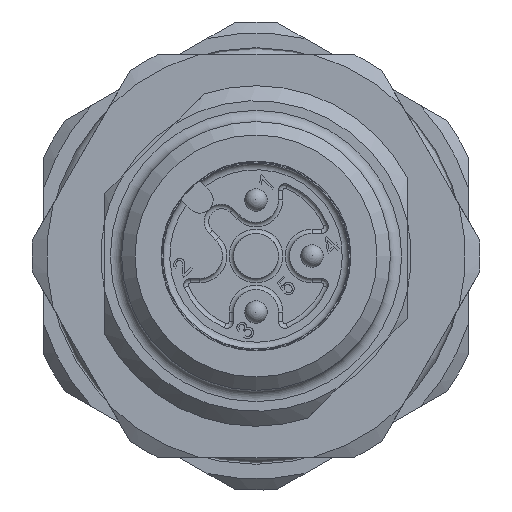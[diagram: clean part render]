
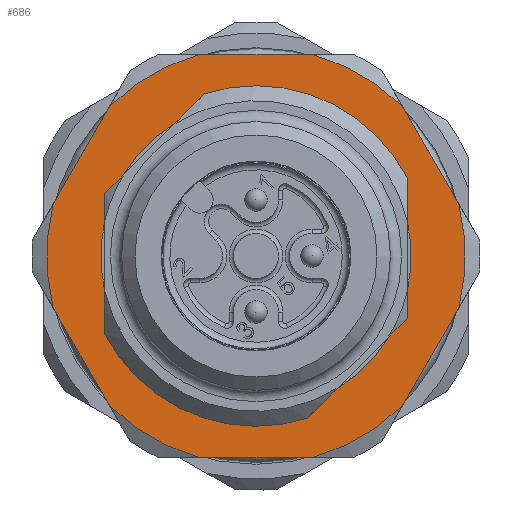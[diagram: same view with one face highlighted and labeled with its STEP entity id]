
A CAD part, left-side view. The second image highlights one B-rep face of the part: STEP entity #686.
In plain terms, the highlighted planar face has unit normal (-1, 0, 0).
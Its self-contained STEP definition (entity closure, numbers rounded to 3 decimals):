
#228=FACE_BOUND('',#1266,.T.);
#229=FACE_BOUND('',#1267,.T.);
#298=PLANE('',#4745);
#686=ADVANCED_FACE('',(#228,#229),#298,.F.);
#1266=EDGE_LOOP('',(#2427,#2428,#2429,#2430,#2431,#2432,#2433,#2434,#2435,
#2436,#2437,#2438,#2439,#2440));
#1267=EDGE_LOOP('',(#2441,#2442,#2443,#2444,#2445,#2446,#2447,#2448,#2449,
#2450,#2451,#2452));
#1447=LINE('',#6121,#1690);
#1450=LINE('',#6136,#1693);
#1458=LINE('',#6153,#1701);
#1460=LINE('',#6165,#1703);
#1466=LINE('',#6176,#1709);
#1474=LINE('',#6192,#1717);
#1477=LINE('',#6208,#1720);
#1484=LINE('',#6221,#1727);
#1542=LINE('',#7014,#1785);
#1543=LINE('',#7018,#1786);
#1544=LINE('',#7022,#1787);
#1545=LINE('',#7026,#1788);
#1546=LINE('',#7030,#1789);
#1547=LINE('',#7034,#1790);
#1690=VECTOR('',#4981,1.);
#1693=VECTOR('',#4984,1.);
#1701=VECTOR('',#4994,1.);
#1703=VECTOR('',#4996,1.);
#1709=VECTOR('',#5004,1.);
#1717=VECTOR('',#5012,1.);
#1720=VECTOR('',#5017,1.);
#1727=VECTOR('',#5024,1.);
#1785=VECTOR('',#5480,1.);
#1786=VECTOR('',#5483,1.);
#1787=VECTOR('',#5486,1.);
#1788=VECTOR('',#5489,1.);
#1789=VECTOR('',#5492,1.);
#1790=VECTOR('',#5495,1.);
#2427=ORIENTED_EDGE('',*,*,#3696,.F.);
#2428=ORIENTED_EDGE('',*,*,#3704,.F.);
#2429=ORIENTED_EDGE('',*,*,#3930,.F.);
#2430=ORIENTED_EDGE('',*,*,#3708,.F.);
#2431=ORIENTED_EDGE('',*,*,#3686,.T.);
#2432=ORIENTED_EDGE('',*,*,#3734,.T.);
#2433=ORIENTED_EDGE('',*,*,#3931,.F.);
#2434=ORIENTED_EDGE('',*,*,#3727,.T.);
#2435=ORIENTED_EDGE('',*,*,#3722,.T.);
#2436=ORIENTED_EDGE('',*,*,#3932,.F.);
#2437=ORIENTED_EDGE('',*,*,#3714,.T.);
#2438=ORIENTED_EDGE('',*,*,#3682,.T.);
#2439=ORIENTED_EDGE('',*,*,#3691,.F.);
#2440=ORIENTED_EDGE('',*,*,#3933,.F.);
#2441=ORIENTED_EDGE('',*,*,#3934,.F.);
#2442=ORIENTED_EDGE('',*,*,#3935,.F.);
#2443=ORIENTED_EDGE('',*,*,#3936,.F.);
#2444=ORIENTED_EDGE('',*,*,#3937,.F.);
#2445=ORIENTED_EDGE('',*,*,#3938,.F.);
#2446=ORIENTED_EDGE('',*,*,#3939,.F.);
#2447=ORIENTED_EDGE('',*,*,#3940,.F.);
#2448=ORIENTED_EDGE('',*,*,#3941,.F.);
#2449=ORIENTED_EDGE('',*,*,#3942,.F.);
#2450=ORIENTED_EDGE('',*,*,#3943,.F.);
#2451=ORIENTED_EDGE('',*,*,#3944,.F.);
#2452=ORIENTED_EDGE('',*,*,#3945,.F.);
#3244=VERTEX_POINT('',#6101);
#3245=VERTEX_POINT('',#6102);
#3248=VERTEX_POINT('',#6110);
#3249=VERTEX_POINT('',#6111);
#3253=VERTEX_POINT('',#6120);
#3257=VERTEX_POINT('',#6135);
#3258=VERTEX_POINT('',#6137);
#3265=VERTEX_POINT('',#6152);
#3268=VERTEX_POINT('',#6166);
#3272=VERTEX_POINT('',#6177);
#3279=VERTEX_POINT('',#6191);
#3280=VERTEX_POINT('',#6193);
#3284=VERTEX_POINT('',#6209);
#3289=VERTEX_POINT('',#6220);
#3428=VERTEX_POINT('',#7012);
#3429=VERTEX_POINT('',#7013);
#3430=VERTEX_POINT('',#7015);
#3431=VERTEX_POINT('',#7017);
#3432=VERTEX_POINT('',#7019);
#3433=VERTEX_POINT('',#7021);
#3434=VERTEX_POINT('',#7023);
#3435=VERTEX_POINT('',#7025);
#3436=VERTEX_POINT('',#7027);
#3437=VERTEX_POINT('',#7029);
#3438=VERTEX_POINT('',#7031);
#3439=VERTEX_POINT('',#7033);
#3682=EDGE_CURVE('',#3244,#3245,#4324,.T.);
#3686=EDGE_CURVE('',#3248,#3249,#4326,.T.);
#3691=EDGE_CURVE('',#3253,#3245,#1447,.T.);
#3696=EDGE_CURVE('',#3257,#3258,#1450,.T.);
#3704=EDGE_CURVE('',#3265,#3257,#1458,.T.);
#3708=EDGE_CURVE('',#3248,#3268,#1460,.T.);
#3714=EDGE_CURVE('',#3272,#3244,#1466,.T.);
#3722=EDGE_CURVE('',#3280,#3279,#1474,.T.);
#3727=EDGE_CURVE('',#3284,#3280,#1477,.T.);
#3734=EDGE_CURVE('',#3249,#3289,#1484,.T.);
#3930=EDGE_CURVE('',#3268,#3265,#4424,.T.);
#3931=EDGE_CURVE('',#3284,#3289,#4425,.T.);
#3932=EDGE_CURVE('',#3272,#3279,#4426,.T.);
#3933=EDGE_CURVE('',#3258,#3253,#4427,.T.);
#3934=EDGE_CURVE('',#3428,#3429,#4428,.T.);
#3935=EDGE_CURVE('',#3430,#3428,#1542,.T.);
#3936=EDGE_CURVE('',#3431,#3430,#4429,.T.);
#3937=EDGE_CURVE('',#3432,#3431,#1543,.T.);
#3938=EDGE_CURVE('',#3433,#3432,#4430,.T.);
#3939=EDGE_CURVE('',#3434,#3433,#1544,.T.);
#3940=EDGE_CURVE('',#3435,#3434,#4431,.T.);
#3941=EDGE_CURVE('',#3436,#3435,#1545,.T.);
#3942=EDGE_CURVE('',#3437,#3436,#4432,.T.);
#3943=EDGE_CURVE('',#3438,#3437,#1546,.T.);
#3944=EDGE_CURVE('',#3439,#3438,#4433,.T.);
#3945=EDGE_CURVE('',#3429,#3439,#1547,.T.);
#4324=CIRCLE('',#4532,7.6);
#4326=CIRCLE('',#4535,7.6);
#4424=CIRCLE('',#4735,6.93);
#4425=CIRCLE('',#4736,6.93);
#4426=CIRCLE('',#4737,6.93);
#4427=CIRCLE('',#4738,6.93);
#4428=CIRCLE('',#4739,9.346);
#4429=CIRCLE('',#4740,9.346);
#4430=CIRCLE('',#4741,9.346);
#4431=CIRCLE('',#4742,9.346);
#4432=CIRCLE('',#4743,9.346);
#4433=CIRCLE('',#4744,9.346);
#4532=AXIS2_PLACEMENT_3D('',#6100,#4964,#4965);
#4535=AXIS2_PLACEMENT_3D('',#6109,#4972,#4973);
#4735=AXIS2_PLACEMENT_3D('',#7007,#5470,#5471);
#4736=AXIS2_PLACEMENT_3D('',#7008,#5472,#5473);
#4737=AXIS2_PLACEMENT_3D('',#7009,#5474,#5475);
#4738=AXIS2_PLACEMENT_3D('',#7010,#5476,#5477);
#4739=AXIS2_PLACEMENT_3D('',#7011,#5478,#5479);
#4740=AXIS2_PLACEMENT_3D('',#7016,#5481,#5482);
#4741=AXIS2_PLACEMENT_3D('',#7020,#5484,#5485);
#4742=AXIS2_PLACEMENT_3D('',#7024,#5487,#5488);
#4743=AXIS2_PLACEMENT_3D('',#7028,#5490,#5491);
#4744=AXIS2_PLACEMENT_3D('',#7032,#5493,#5494);
#4745=AXIS2_PLACEMENT_3D('',#7035,#5496,#5497);
#4964=DIRECTION('',(1.,0.,0.));
#4965=DIRECTION('',(0.,0.,-1.));
#4972=DIRECTION('',(1.,0.,0.));
#4973=DIRECTION('',(0.,0.,-1.));
#4981=DIRECTION('',(0.,0.,1.));
#4984=DIRECTION('',(0.,0.,1.));
#4994=DIRECTION('',(0.,-0.707,0.707));
#4996=DIRECTION('',(0.,-0.707,0.707));
#5004=DIRECTION('',(0.,-0.707,0.707));
#5012=DIRECTION('',(0.,-0.707,0.707));
#5017=DIRECTION('',(0.,0.,1.));
#5024=DIRECTION('',(0.,0.,1.));
#5470=DIRECTION('',(-1.,0.,0.));
#5471=DIRECTION('',(0.,1.,0.));
#5472=DIRECTION('',(-1.,0.,0.));
#5473=DIRECTION('',(0.,1.,0.));
#5474=DIRECTION('',(-1.,0.,0.));
#5475=DIRECTION('',(0.,1.,0.));
#5476=DIRECTION('',(-1.,0.,0.));
#5477=DIRECTION('',(0.,1.,0.));
#5478=DIRECTION('',(1.,0.,0.));
#5479=DIRECTION('',(0.,0.,-1.));
#5480=DIRECTION('',(0.,1.,0.));
#5481=DIRECTION('',(1.,0.,0.));
#5482=DIRECTION('',(0.,0.,-1.));
#5483=DIRECTION('',(0.,0.5,-0.866));
#5484=DIRECTION('',(1.,0.,0.));
#5485=DIRECTION('',(0.,0.,-1.));
#5486=DIRECTION('',(0.,-0.5,-0.866));
#5487=DIRECTION('',(1.,0.,0.));
#5488=DIRECTION('',(0.,0.,-1.));
#5489=DIRECTION('',(0.,-1.,0.));
#5490=DIRECTION('',(1.,0.,0.));
#5491=DIRECTION('',(0.,0.,-1.));
#5492=DIRECTION('',(0.,-0.5,0.866));
#5493=DIRECTION('',(1.,0.,0.));
#5494=DIRECTION('',(0.,0.,-1.));
#5495=DIRECTION('',(0.,0.5,0.866));
#5496=DIRECTION('',(1.,0.,0.));
#5497=DIRECTION('',(0.,0.,-1.));
#6100=CARTESIAN_POINT('',(13.,0.,0.));
#6101=CARTESIAN_POINT('',(13.,2.303,7.243));
#6102=CARTESIAN_POINT('',(13.,-6.75,3.492));
#6109=CARTESIAN_POINT('',(13.,0.,0.));
#6110=CARTESIAN_POINT('',(13.,-2.303,-7.243));
#6111=CARTESIAN_POINT('',(13.,6.75,-3.492));
#6120=CARTESIAN_POINT('',(13.,-6.75,1.569));
#6121=CARTESIAN_POINT('',(13.,-6.75,5.744));
#6135=CARTESIAN_POINT('',(13.,-6.75,-2.796));
#6136=CARTESIAN_POINT('',(13.,-6.75,5.744));
#6137=CARTESIAN_POINT('',(13.,-6.75,-1.569));
#6152=CARTESIAN_POINT('',(13.,-5.883,-3.663));
#6153=CARTESIAN_POINT('',(13.,-6.75,-2.796));
#6165=CARTESIAN_POINT('',(13.,-6.75,-2.796));
#6166=CARTESIAN_POINT('',(13.,-3.663,-5.883));
#6176=CARTESIAN_POINT('',(13.,0.711,8.835));
#6177=CARTESIAN_POINT('',(13.,3.663,5.883));
#6191=CARTESIAN_POINT('',(13.,5.883,3.663));
#6192=CARTESIAN_POINT('',(13.,0.711,8.835));
#6193=CARTESIAN_POINT('',(13.,6.75,2.796));
#6208=CARTESIAN_POINT('',(13.,6.75,2.796));
#6209=CARTESIAN_POINT('',(13.,6.75,1.569));
#6220=CARTESIAN_POINT('',(13.,6.75,-1.569));
#6221=CARTESIAN_POINT('',(13.,6.75,2.796));
#7007=CARTESIAN_POINT('',(13.,0.,0.));
#7008=CARTESIAN_POINT('',(13.,0.,0.));
#7009=CARTESIAN_POINT('',(13.,0.,0.));
#7010=CARTESIAN_POINT('',(13.,0.,0.));
#7011=CARTESIAN_POINT('',(13.,0.,0.));
#7012=CARTESIAN_POINT('',(13.,2.521,-9.));
#7013=CARTESIAN_POINT('',(13.,6.534,-6.683));
#7014=CARTESIAN_POINT('',(13.,-4.359,-9.));
#7015=CARTESIAN_POINT('',(13.,-2.521,-9.));
#7016=CARTESIAN_POINT('',(13.,0.,0.));
#7017=CARTESIAN_POINT('',(13.,-6.534,-6.683));
#7018=CARTESIAN_POINT('',(13.,-9.974,-0.725));
#7019=CARTESIAN_POINT('',(13.,-9.055,-2.317));
#7020=CARTESIAN_POINT('',(13.,0.,0.));
#7021=CARTESIAN_POINT('',(13.,-9.055,2.317));
#7022=CARTESIAN_POINT('',(13.,-5.615,8.275));
#7023=CARTESIAN_POINT('',(13.,-6.534,6.683));
#7024=CARTESIAN_POINT('',(13.,0.,0.));
#7025=CARTESIAN_POINT('',(13.,-2.521,9.));
#7026=CARTESIAN_POINT('',(13.,4.359,9.));
#7027=CARTESIAN_POINT('',(13.,2.521,9.));
#7028=CARTESIAN_POINT('',(13.,0.,0.));
#7029=CARTESIAN_POINT('',(13.,6.534,6.683));
#7030=CARTESIAN_POINT('',(13.,9.974,0.725));
#7031=CARTESIAN_POINT('',(13.,9.055,2.317));
#7032=CARTESIAN_POINT('',(13.,0.,0.));
#7033=CARTESIAN_POINT('',(13.,9.055,-2.317));
#7034=CARTESIAN_POINT('',(13.,5.615,-8.275));
#7035=CARTESIAN_POINT('',(13.,0.,0.));
